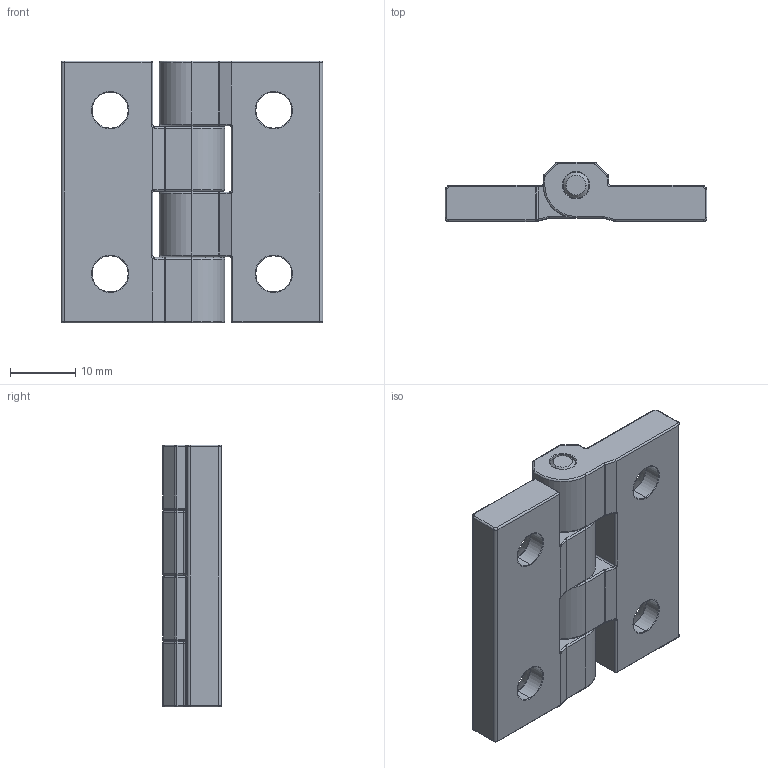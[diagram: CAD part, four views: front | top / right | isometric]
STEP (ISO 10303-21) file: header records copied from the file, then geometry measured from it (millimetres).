
FILE_DESCRIPTION (( 'STEP AP203' ), '1' );
FILE_NAME ('3582N11_Metal-Detectable Hinge with Holes.STEP', '2023-03-10T16:22:12', ( 'Administrator' ), ( 'Managed by Terraform' ), 'SwSTEP 2.0', 'SolidWorks 2017', '' );
FILE_SCHEMA (( 'CONFIG_CONTROL_DESIGN' ));
Length unit declared in the file: millimetre
Products named in the file (1): 3582N11_Metal-Detectable Hinge with Holes
Bounding box: 40 x 9 x 40 mm (x, y, z)
Volume: 8521.7 mm3; surface area: 5957.1 mm2
Topology: 3 solids, 3 shells, 340 faces, 788 edges, 450 vertices
Faces by surface type: cylinder 146, torus 120, plane 52, cone 12, bspline 6, sphere 4
Entity records: 9781 total; most frequent: DIRECTION 1896, CARTESIAN_POINT 1749, ORIENTED_EDGE 1568, AXIS2_PLACEMENT_3D 803, EDGE_CURVE 784, CIRCLE 468, VERTEX_POINT 450, EDGE_LOOP 356
